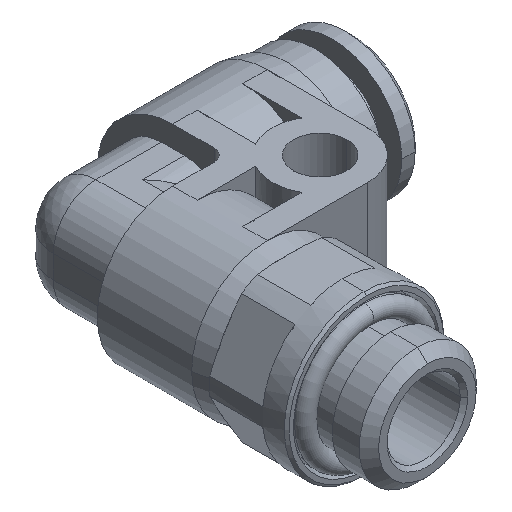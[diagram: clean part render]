
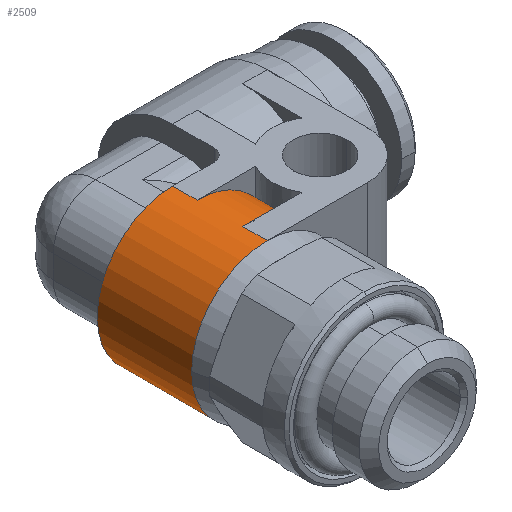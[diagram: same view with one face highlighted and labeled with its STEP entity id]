
A CAD part, isometric view. The second image highlights one B-rep face of the part: STEP entity #2509.
In plain terms, the highlighted cylindrical face has radius 6.2 mm (diameter 12.4 mm), a partial arc.
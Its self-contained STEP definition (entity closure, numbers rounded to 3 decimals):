
#408=DIRECTION('',(0.,1.,0.));
#409=VECTOR('',#408,2.);
#410=CARTESIAN_POINT('',(0.,-6.4,-6.2));
#411=LINE('',#410,#409);
#425=DIRECTION('',(0.,1.,0.));
#426=VECTOR('',#425,2.);
#427=CARTESIAN_POINT('',(0.,-12.15,-6.2));
#428=LINE('',#427,#426);
#477=DIRECTION('',(0.,1.,0.));
#478=VECTOR('',#477,2.);
#479=CARTESIAN_POINT('',(0.,-6.4,6.2));
#480=LINE('',#479,#478);
#528=DIRECTION('',(0.,1.,0.));
#529=VECTOR('',#528,2.);
#530=CARTESIAN_POINT('',(0.,-12.15,6.2));
#531=LINE('',#530,#529);
#686=CARTESIAN_POINT('',(4.817,-6.4,3.904));
#687=CARTESIAN_POINT('',(4.749,-6.525,3.987));
#688=CARTESIAN_POINT('',(4.627,-6.784,4.129));
#689=CARTESIAN_POINT('',(4.488,-7.193,4.279));
#690=CARTESIAN_POINT('',(4.395,-7.608,4.373));
#691=CARTESIAN_POINT('',(4.348,-8.032,4.42));
#692=CARTESIAN_POINT('',(4.348,-8.462,4.42));
#693=CARTESIAN_POINT('',(4.397,-8.907,4.372));
#694=CARTESIAN_POINT('',(4.501,-9.357,4.266));
#695=CARTESIAN_POINT('',(4.656,-9.786,4.097));
#696=CARTESIAN_POINT('',(4.779,-10.033,3.951));
#697=CARTESIAN_POINT('',(4.844,-10.15,3.87));
#699=CARTESIAN_POINT('',(0.,-12.15,0.));
#700=DIRECTION('',(0.,1.,0.));
#701=DIRECTION('',(-1.,0.,0.));
#702=AXIS2_PLACEMENT_3D('',#699,#700,#701);
#704=CARTESIAN_POINT('',(0.,-12.15,0.));
#705=DIRECTION('',(0.,-1.,0.));
#706=DIRECTION('',(-1.,0.,0.));
#707=AXIS2_PLACEMENT_3D('',#704,#705,#706);
#709=CARTESIAN_POINT('',(4.844,-10.15,-3.87));
#710=CARTESIAN_POINT('',(4.808,-10.085,-3.915));
#711=CARTESIAN_POINT('',(4.737,-9.949,-4.001));
#712=CARTESIAN_POINT('',(4.64,-9.732,-4.113));
#713=CARTESIAN_POINT('',(4.554,-9.502,-4.208));
#714=CARTESIAN_POINT('',(4.48,-9.259,-4.286));
#715=CARTESIAN_POINT('',(4.419,-8.997,-4.349));
#716=CARTESIAN_POINT('',(4.373,-8.71,-4.395));
#717=CARTESIAN_POINT('',(4.348,-8.396,-4.42));
#718=CARTESIAN_POINT('',(4.349,-8.051,-4.418));
#719=CARTESIAN_POINT('',(4.387,-7.667,-4.382));
#720=CARTESIAN_POINT('',(4.471,-7.252,-4.296));
#721=CARTESIAN_POINT('',(4.613,-6.817,-4.145));
#722=CARTESIAN_POINT('',(4.743,-6.537,-3.995));
#723=CARTESIAN_POINT('',(4.817,-6.4,-3.904));
#725=CARTESIAN_POINT('',(0.,-4.4,0.));
#726=DIRECTION('',(0.,1.,0.));
#727=DIRECTION('',(0.,0.,-1.));
#728=AXIS2_PLACEMENT_3D('',#725,#726,#727);
#730=CARTESIAN_POINT('',(0.,-6.4,0.));
#731=DIRECTION('',(0.,1.,0.));
#732=DIRECTION('',(0.777,0.,-0.63));
#733=AXIS2_PLACEMENT_3D('',#730,#731,#732);
#743=CARTESIAN_POINT('',(0.,-6.4,0.));
#744=DIRECTION('',(0.,1.,0.));
#745=DIRECTION('',(0.,0.,1.));
#746=AXIS2_PLACEMENT_3D('',#743,#744,#745);
#748=CARTESIAN_POINT('',(0.,-10.15,0.));
#749=DIRECTION('',(0.,1.,0.));
#750=DIRECTION('',(0.,0.,1.));
#751=AXIS2_PLACEMENT_3D('',#748,#749,#750);
#757=CARTESIAN_POINT('',(0.,-10.15,0.));
#758=DIRECTION('',(0.,1.,0.));
#759=DIRECTION('',(0.781,0.,-0.624));
#760=AXIS2_PLACEMENT_3D('',#757,#758,#759);
#1371=CARTESIAN_POINT('',(0.,-12.15,6.2));
#1372=CARTESIAN_POINT('',(0.,-10.15,6.2));
#1373=VERTEX_POINT('',#1371);
#1374=VERTEX_POINT('',#1372);
#1375=CARTESIAN_POINT('',(4.844,-10.15,3.87));
#1376=VERTEX_POINT('',#1375);
#1377=CARTESIAN_POINT('',(0.,-12.15,-6.2));
#1378=CARTESIAN_POINT('',(0.,-10.15,-6.2));
#1379=VERTEX_POINT('',#1377);
#1380=VERTEX_POINT('',#1378);
#1381=CARTESIAN_POINT('',(4.844,-10.15,-3.87));
#1382=VERTEX_POINT('',#1381);
#1407=CARTESIAN_POINT('',(0.,-6.4,6.2));
#1408=CARTESIAN_POINT('',(0.,-4.4,6.2));
#1409=VERTEX_POINT('',#1407);
#1410=VERTEX_POINT('',#1408);
#1411=CARTESIAN_POINT('',(4.817,-6.4,-3.904));
#1412=CARTESIAN_POINT('',(0.,-6.4,-6.2));
#1413=VERTEX_POINT('',#1411);
#1414=VERTEX_POINT('',#1412);
#1423=CARTESIAN_POINT('',(4.817,-6.4,3.904));
#1425=VERTEX_POINT('',#1423);
#1427=CARTESIAN_POINT('',(0.,-4.4,-6.2));
#1428=VERTEX_POINT('',#1427);
#1499=CARTESIAN_POINT('',(-6.2,-12.15,0.));
#1500=VERTEX_POINT('',#1499);
#2485=CARTESIAN_POINT('',(0.,-3.93,0.));
#2486=DIRECTION('',(0.,1.,0.));
#2487=DIRECTION('',(1.,0.,0.));
#2488=AXIS2_PLACEMENT_3D('',#2485,#2486,#2487);
#2489=CYLINDRICAL_SURFACE('',#2488,6.2);
#2490=ORIENTED_EDGE('',*,*,#2252,.F.);
#2492=ORIENTED_EDGE('',*,*,#2491,.T.);
#2493=ORIENTED_EDGE('',*,*,#2341,.T.);
#2495=ORIENTED_EDGE('',*,*,#2494,.F.);
#2496=ORIENTED_EDGE('',*,*,#2275,.F.);
#2497=ORIENTED_EDGE('',*,*,#2130,.F.);
#2498=ORIENTED_EDGE('',*,*,#2148,.T.);
#2499=ORIENTED_EDGE('',*,*,#2195,.T.);
#2501=ORIENTED_EDGE('',*,*,#2500,.F.);
#2502=ORIENTED_EDGE('',*,*,#2323,.T.);
#2504=ORIENTED_EDGE('',*,*,#2503,.T.);
#2505=ORIENTED_EDGE('',*,*,#2187,.T.);
#2506=ORIENTED_EDGE('',*,*,#2464,.T.);
#2507=EDGE_LOOP('',(#2490,#2492,#2493,#2495,#2496,#2497,#2498,#2499,#2501,#2502,
#2504,#2505,#2506));
#2508=FACE_OUTER_BOUND('',#2507,.F.);
#2509=ADVANCED_FACE('',(#2508),#2489,.T.);
#698=B_SPLINE_CURVE_WITH_KNOTS('',3,(#686,#687,#688,#689,#690,#691,#692,#693,
#694,#695,#696,#697),.UNSPECIFIED.,.F.,.F.,(4,1,1,1,1,1,1,1,1,4),(0.,
0.111,0.222,0.333,0.444,
0.556,0.667,0.778,0.889,1.),
.UNSPECIFIED.);
#703=CIRCLE('',#702,6.2);
#708=CIRCLE('',#707,6.2);
#724=B_SPLINE_CURVE_WITH_KNOTS('',3,(#709,#710,#711,#712,#713,#714,#715,#716,
#717,#718,#719,#720,#721,#722,#723),.UNSPECIFIED.,.F.,.F.,(4,1,1,1,1,1,1,1,1,1,
1,1,4),(0.,0.083,0.167,0.25,0.333,
0.417,0.5,0.583,0.667,0.75,
0.833,0.917,1.),.UNSPECIFIED.);
#729=CIRCLE('',#728,6.2);
#734=CIRCLE('',#733,6.2);
#747=CIRCLE('',#746,6.2);
#752=CIRCLE('',#751,6.2);
#761=CIRCLE('',#760,6.2);
#2130=EDGE_CURVE('',#1500,#1373,#703,.T.);
#2148=EDGE_CURVE('',#1500,#1379,#708,.T.);
#2187=EDGE_CURVE('',#1414,#1428,#411,.T.);
#2195=EDGE_CURVE('',#1379,#1380,#428,.T.);
#2252=EDGE_CURVE('',#1409,#1410,#480,.T.);
#2275=EDGE_CURVE('',#1373,#1374,#531,.T.);
#2323=EDGE_CURVE('',#1382,#1413,#724,.T.);
#2341=EDGE_CURVE('',#1425,#1376,#698,.T.);
#2464=EDGE_CURVE('',#1428,#1410,#729,.T.);
#2491=EDGE_CURVE('',#1409,#1425,#747,.T.);
#2494=EDGE_CURVE('',#1374,#1376,#752,.T.);
#2500=EDGE_CURVE('',#1382,#1380,#761,.T.);
#2503=EDGE_CURVE('',#1413,#1414,#734,.T.);
